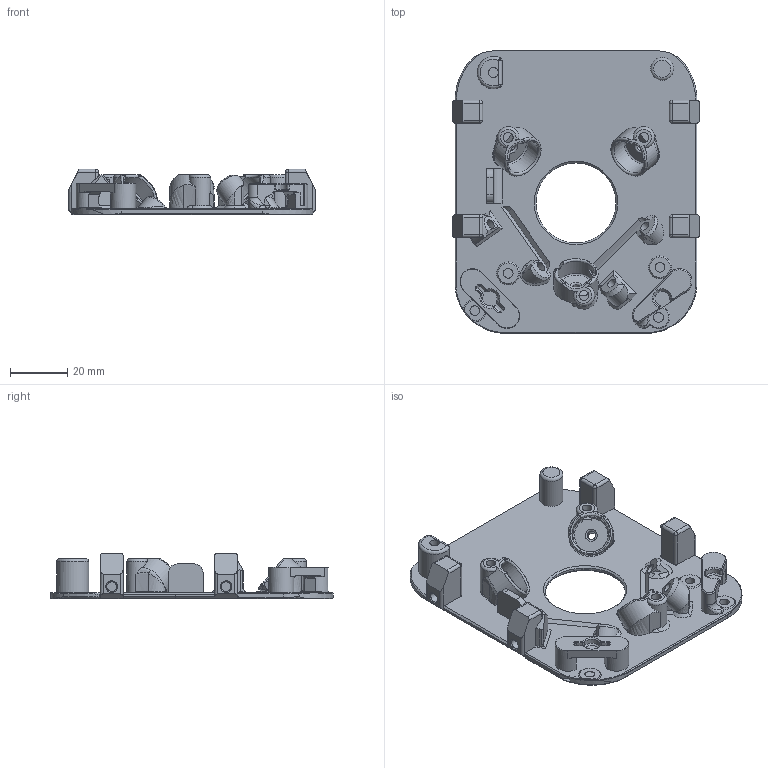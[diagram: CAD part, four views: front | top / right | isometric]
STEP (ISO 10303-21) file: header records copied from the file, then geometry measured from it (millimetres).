
FILE_DESCRIPTION(/* description */ ('STEP AP242','CAx-IF Rec.Pracs.---Representation and Presentation of Product Manufacturing Information (PMI)---4.0---2014-10-13','CAx-IF Rec.Pracs.---3D Tessellated Geometry---0.4---2014-09-14','2;1'),/* implementation_level */ '2;1');
FILE_NAME(/* name */ '68976c33808a3b733bbd4a74',/* time_stamp */ '2025-08-09T15:41:41Z',/* author */ (''),/* organization */ (''),/* preprocessor_version */ 'ST-DEVELOPER v20',/* originating_system */ 'ONSHAPE BY PTC INC, 1.202',/* authorisation */ ' ');
FILE_SCHEMA (('AP242_MANAGED_MODEL_BASED_3D_ENGINEERING_MIM_LF { 1 0 10303 442 1 1 4 }'));
Length unit declared in the file: metre
Products named in the file (1): Bottom (Rexroth)
Bounding box: 86.4 x 98.85 x 15.96 mm (x, y, z)
Volume: 29121.7 mm3; surface area: 22906.9 mm2
Topology: 1 solids, 1 shells, 507 faces, 1318 edges, 827 vertices
Faces by surface type: plane 197, cylinder 151, cone 70, bspline 47, torus 28, sphere 14
Full cylindrical faces by diameter (mm): 3 x3, 3.4 x12, 3.45 x4, 4.25 x11, 8 x1, 12.4 x2, 12.6 x2, 12.8 x3, 28 x1
Entity records: 16017 total; most frequent: CARTESIAN_POINT 4247, ORIENTED_EDGE 2436, DIRECTION 2411, EDGE_CURVE 1218, AXIS2_PLACEMENT_3D 963, VERTEX_POINT 802, EDGE_LOOP 616, FACE_BOUND 616
